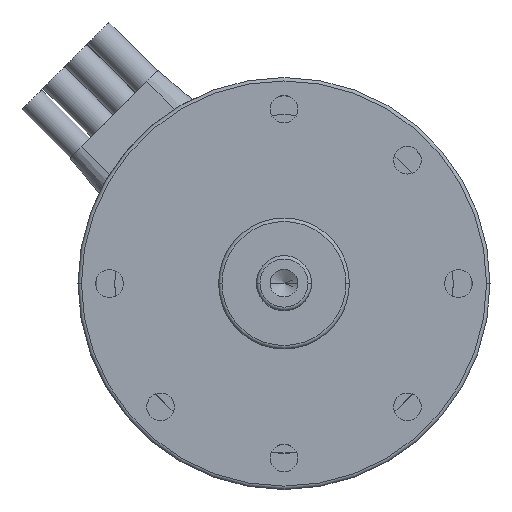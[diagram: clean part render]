
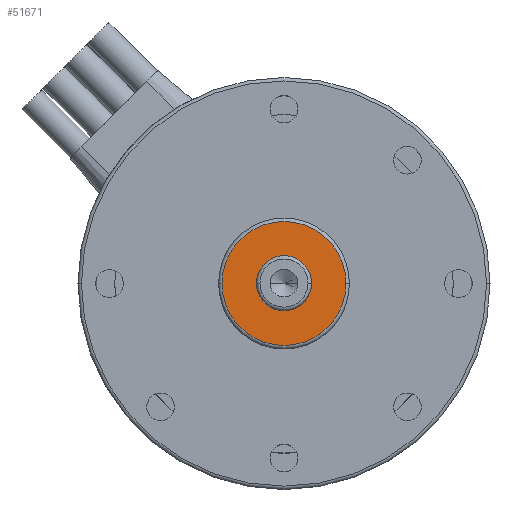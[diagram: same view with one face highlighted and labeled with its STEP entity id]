
A CAD part, top view. The second image highlights one B-rep face of the part: STEP entity #51671.
In plain terms, the highlighted planar face has unit normal (0, 0, 1).
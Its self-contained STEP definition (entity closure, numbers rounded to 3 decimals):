
#2097 = VERTEX_POINT ( 'NONE', #23234 ) ;
#3279 = EDGE_CURVE ( 'NONE', #40217, #53180, #48663, .T. ) ;
#3990 = VERTEX_POINT ( 'NONE', #60081 ) ;
#6001 = AXIS2_PLACEMENT_3D ( 'NONE', #31525, #46987, #51610 ) ;
#11203 = PLANE ( 'NONE',  #33497 ) ;
#13174 = AXIS2_PLACEMENT_3D ( 'NONE', #60076, #64036, #33784 ) ;
#15897 = EDGE_LOOP ( 'NONE', ( #34969, #36087 ) ) ;
#17144 = AXIS2_PLACEMENT_3D ( 'NONE', #29413, #35339, #39615 ) ;
#19737 = CARTESIAN_POINT ( 'NONE',  ( 0., 0., 3.5 ) ) ;
#21121 = DIRECTION ( 'NONE',  ( 0., 0., 1. ) ) ;
#21752 = DIRECTION ( 'NONE',  ( 1., 0., 0. ) ) ;
#22165 = EDGE_CURVE ( 'NONE', #53180, #40217, #41566, .T. ) ;
#23234 = CARTESIAN_POINT ( 'NONE',  ( -9.025, 0., 3.5 ) ) ;
#27010 = CIRCLE ( 'NONE', #6001, 9.025 ) ;
#27304 = ORIENTED_EDGE ( 'NONE', *, *, #34820, .T. ) ;
#27970 = EDGE_LOOP ( 'NONE', ( #27304, #47688 ) ) ;
#29152 = CIRCLE ( 'NONE', #56403, 9.025 ) ;
#29413 = CARTESIAN_POINT ( 'NONE',  ( 0., 0., 3.5 ) ) ;
#31525 = CARTESIAN_POINT ( 'NONE',  ( 0., 0., 3.5 ) ) ;
#33497 = AXIS2_PLACEMENT_3D ( 'NONE', #61863, #21121, #21752 ) ;
#33784 = DIRECTION ( 'NONE',  ( 1., 0., 0. ) ) ;
#34820 = EDGE_CURVE ( 'NONE', #3990, #2097, #27010, .T. ) ;
#34969 = ORIENTED_EDGE ( 'NONE', *, *, #22165, .F. ) ;
#35339 = DIRECTION ( 'NONE',  ( 0., 0., 1. ) ) ;
#36087 = ORIENTED_EDGE ( 'NONE', *, *, #3279, .F. ) ;
#38489 = CARTESIAN_POINT ( 'NONE',  ( -4., 0., 3.5 ) ) ;
#39615 = DIRECTION ( 'NONE',  ( 1., 0., 0. ) ) ;
#39919 = EDGE_CURVE ( 'NONE', #2097, #3990, #29152, .T. ) ;
#40217 = VERTEX_POINT ( 'NONE', #53863 ) ;
#41566 = CIRCLE ( 'NONE', #13174, 4. ) ;
#46987 = DIRECTION ( 'NONE',  ( 0., 0., 1. ) ) ;
#47074 = FACE_OUTER_BOUND ( 'NONE', #27970, .T. ) ;
#47688 = ORIENTED_EDGE ( 'NONE', *, *, #39919, .T. ) ;
#48428 = DIRECTION ( 'NONE',  ( 0., 0., 1. ) ) ;
#48663 = CIRCLE ( 'NONE', #17144, 4. ) ;
#51610 = DIRECTION ( 'NONE',  ( 1., 0., 0. ) ) ;
#51671 = ADVANCED_FACE ( 'NONE', ( #47074, #62182 ), #11203, .T. ) ;
#53180 = VERTEX_POINT ( 'NONE', #38489 ) ;
#53863 = CARTESIAN_POINT ( 'NONE',  ( 4., 0., 3.5 ) ) ;
#56403 = AXIS2_PLACEMENT_3D ( 'NONE', #19737, #48428, #59846 ) ;
#59846 = DIRECTION ( 'NONE',  ( 1., 0., 0. ) ) ;
#60076 = CARTESIAN_POINT ( 'NONE',  ( 0., 0., 3.5 ) ) ;
#60081 = CARTESIAN_POINT ( 'NONE',  ( 9.025, 0., 3.5 ) ) ;
#61863 = CARTESIAN_POINT ( 'NONE',  ( 0., 0., 3.5 ) ) ;
#62182 = FACE_BOUND ( 'NONE', #15897, .T. ) ;
#64036 = DIRECTION ( 'NONE',  ( 0., 0., 1. ) ) ;
